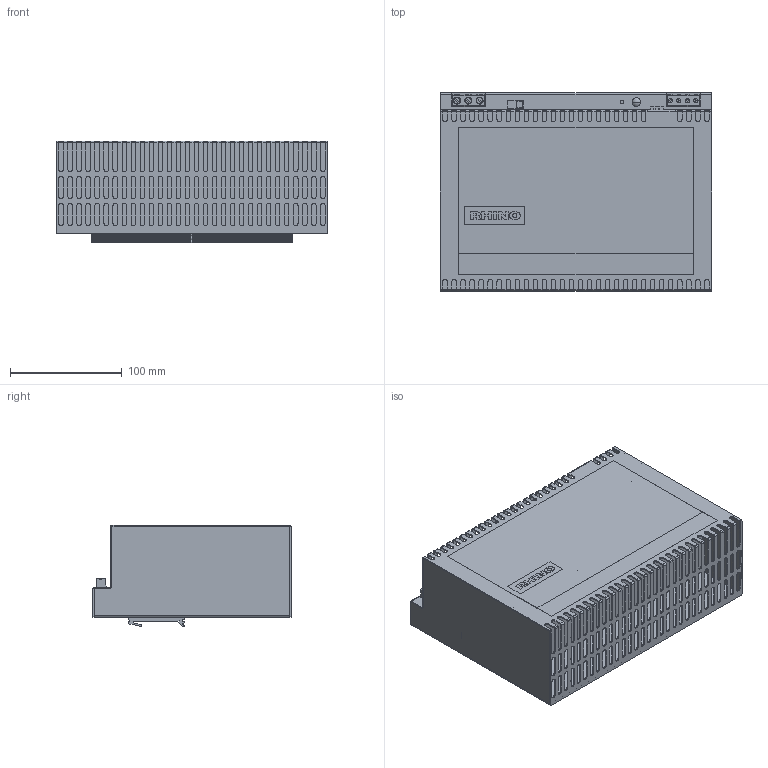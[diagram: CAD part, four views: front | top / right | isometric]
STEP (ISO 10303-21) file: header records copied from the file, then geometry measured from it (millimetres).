
FILE_DESCRIPTION (( 'STEP AP203' ), '1' );
FILE_NAME ('PS24-600D.STEP', '2011-10-11T14:02:04', ( '.adc' ), ( '' ), 'SwSTEP 2.0', 'SolidWorks 2011', '' );
FILE_SCHEMA (( 'CONFIG_CONTROL_DESIGN' ));
Length unit declared in the file: inch
Products named in the file (1): PS24-600D
Bounding box: 243.08 x 177.29 x 91.24 mm (x, y, z)
Volume: 1444676.7 mm3; surface area: 286923.4 mm2
Topology: 1 solids, 1 shells, 1338 faces, 4150 edges, 2753 vertices
Faces by surface type: plane 661, cylinder 656, bspline 19, sphere 2
Entity records: 49062 total; most frequent: CARTESIAN_POINT 10382, ORIENTED_EDGE 8300, DIRECTION 7993, EDGE_CURVE 4150, VERTEX_POINT 2753, LINE 2753, VECTOR 2753, AXIS2_PLACEMENT_3D 2620
